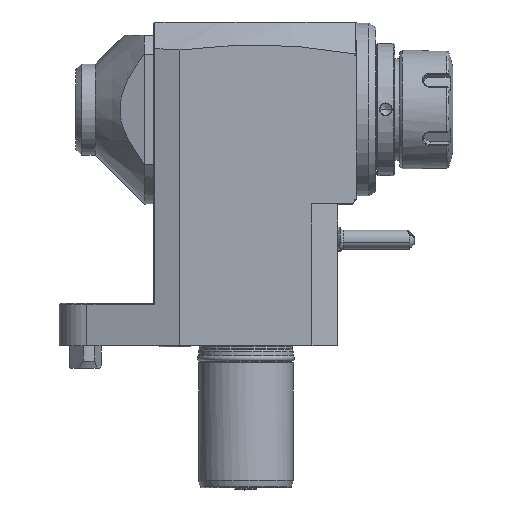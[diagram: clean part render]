
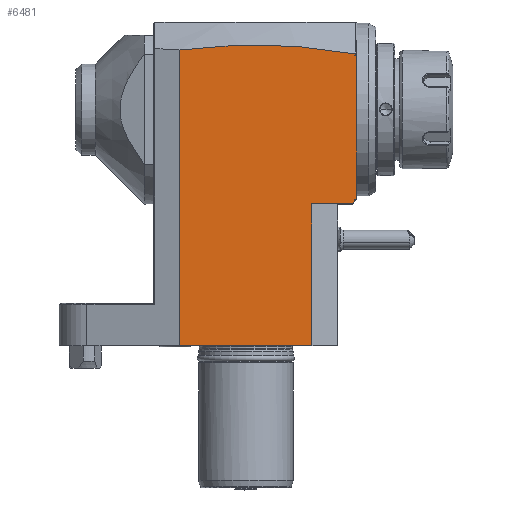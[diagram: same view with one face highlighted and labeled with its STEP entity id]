
A CAD part, top view. The second image highlights one B-rep face of the part: STEP entity #6481.
In plain terms, the highlighted planar face has unit normal (0, 0, 1).
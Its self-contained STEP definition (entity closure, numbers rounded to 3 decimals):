
#5=DIRECTION('',(-1.,0.,0.));
#6=VECTOR('',#5,56.);
#7=CARTESIAN_POINT('',(28.,0.,38.));
#8=LINE('',#7,#6);
#44=DIRECTION('',(0.,-1.,0.));
#45=VECTOR('',#44,125.103);
#46=CARTESIAN_POINT('',(-28.,125.103,38.));
#47=LINE('',#46,#45);
#57=DIRECTION('',(0.,-1.,0.));
#58=VECTOR('',#57,0.745);
#59=CARTESIAN_POINT('',(46.,123.48,38.));
#60=LINE('',#59,#58);
#61=DIRECTION('',(-1.,0.,0.));
#62=VECTOR('',#61,1.);
#63=CARTESIAN_POINT('',(47.,122.735,38.));
#64=LINE('',#63,#62);
#65=DIRECTION('',(0.,-1.,0.));
#66=VECTOR('',#65,1.);
#67=CARTESIAN_POINT('',(46.,62.,38.));
#68=LINE('',#67,#66);
#69=DIRECTION('',(0.707,0.707,0.));
#70=VECTOR('',#69,1.414);
#71=CARTESIAN_POINT('',(45.,60.,38.));
#72=LINE('',#71,#70);
#73=DIRECTION('',(0.,-1.,0.));
#74=VECTOR('',#73,60.);
#75=CARTESIAN_POINT('',(28.,60.,38.));
#76=LINE('',#75,#74);
#77=CARTESIAN_POINT('',(-28.,125.103,38.));
#78=CARTESIAN_POINT('',(-15.623,126.836,38.));
#79=CARTESIAN_POINT('',(9.086,128.27,38.));
#80=CARTESIAN_POINT('',(33.71,125.748,38.));
#81=CARTESIAN_POINT('',(46.,123.48,38.));
#422=DIRECTION('',(0.,1.,0.));
#423=VECTOR('',#422,60.735);
#424=CARTESIAN_POINT('',(47.,62.,38.));
#425=LINE('',#424,#423);
#448=DIRECTION('',(1.,0.,0.));
#449=VECTOR('',#448,17.);
#450=CARTESIAN_POINT('',(28.,60.,38.));
#451=LINE('',#450,#449);
#993=DIRECTION('',(1.,0.,0.));
#994=VECTOR('',#993,1.);
#995=CARTESIAN_POINT('',(46.,62.,38.));
#996=LINE('',#995,#994);
#5831=CARTESIAN_POINT('',(28.,60.,38.));
#5832=CARTESIAN_POINT('',(45.,60.,38.));
#5833=VERTEX_POINT('',#5831);
#5834=VERTEX_POINT('',#5832);
#5841=VERTEX_POINT('',#77);
#5842=VERTEX_POINT('',#81);
#5845=CARTESIAN_POINT('',(46.,61.,38.));
#5846=VERTEX_POINT('',#5845);
#6218=CARTESIAN_POINT('',(28.,0.,38.));
#6219=VERTEX_POINT('',#6218);
#6220=CARTESIAN_POINT('',(-28.,0.,38.));
#6221=VERTEX_POINT('',#6220);
#6234=CARTESIAN_POINT('',(47.,62.,38.));
#6235=CARTESIAN_POINT('',(47.,122.735,38.));
#6236=VERTEX_POINT('',#6234);
#6237=VERTEX_POINT('',#6235);
#6295=CARTESIAN_POINT('',(46.,62.,38.));
#6297=VERTEX_POINT('',#6295);
#6299=CARTESIAN_POINT('',(46.,122.735,38.));
#6301=VERTEX_POINT('',#6299);
#6454=CARTESIAN_POINT('',(-145.107,20.,38.));
#6455=DIRECTION('',(0.,0.,1.));
#6456=DIRECTION('',(1.,0.,0.));
#6457=AXIS2_PLACEMENT_3D('',#6454,#6455,#6456);
#6458=PLANE('',#6457);
#6460=ORIENTED_EDGE('',*,*,#6459,.T.);
#6462=ORIENTED_EDGE('',*,*,#6461,.F.);
#6464=ORIENTED_EDGE('',*,*,#6463,.F.);
#6466=ORIENTED_EDGE('',*,*,#6465,.F.);
#6468=ORIENTED_EDGE('',*,*,#6467,.T.);
#6470=ORIENTED_EDGE('',*,*,#6469,.F.);
#6472=ORIENTED_EDGE('',*,*,#6471,.F.);
#6474=ORIENTED_EDGE('',*,*,#6473,.T.);
#6475=ORIENTED_EDGE('',*,*,#6392,.T.);
#6476=ORIENTED_EDGE('',*,*,#6440,.F.);
#6478=ORIENTED_EDGE('',*,*,#6477,.T.);
#6479=EDGE_LOOP('',(#6460,#6462,#6464,#6466,#6468,#6470,#6472,#6474,#6475,#6476,
#6478));
#6480=FACE_OUTER_BOUND('',#6479,.F.);
#82=B_SPLINE_CURVE_WITH_KNOTS('',3,(#77,#78,#79,#80,#81),.UNSPECIFIED.,.F.,.F.,(
4,1,4),(0.,0.5,1.),.UNSPECIFIED.);
#6392=EDGE_CURVE('',#6219,#6221,#8,.T.);
#6440=EDGE_CURVE('',#5841,#6221,#47,.T.);
#6459=EDGE_CURVE('',#5842,#6301,#60,.T.);
#6461=EDGE_CURVE('',#6237,#6301,#64,.T.);
#6463=EDGE_CURVE('',#6236,#6237,#425,.T.);
#6465=EDGE_CURVE('',#6297,#6236,#996,.T.);
#6467=EDGE_CURVE('',#6297,#5846,#68,.T.);
#6469=EDGE_CURVE('',#5834,#5846,#72,.T.);
#6471=EDGE_CURVE('',#5833,#5834,#451,.T.);
#6473=EDGE_CURVE('',#5833,#6219,#76,.T.);
#6477=EDGE_CURVE('',#5841,#5842,#82,.T.);
#6481=ADVANCED_FACE('',(#6480),#6458,.T.);
